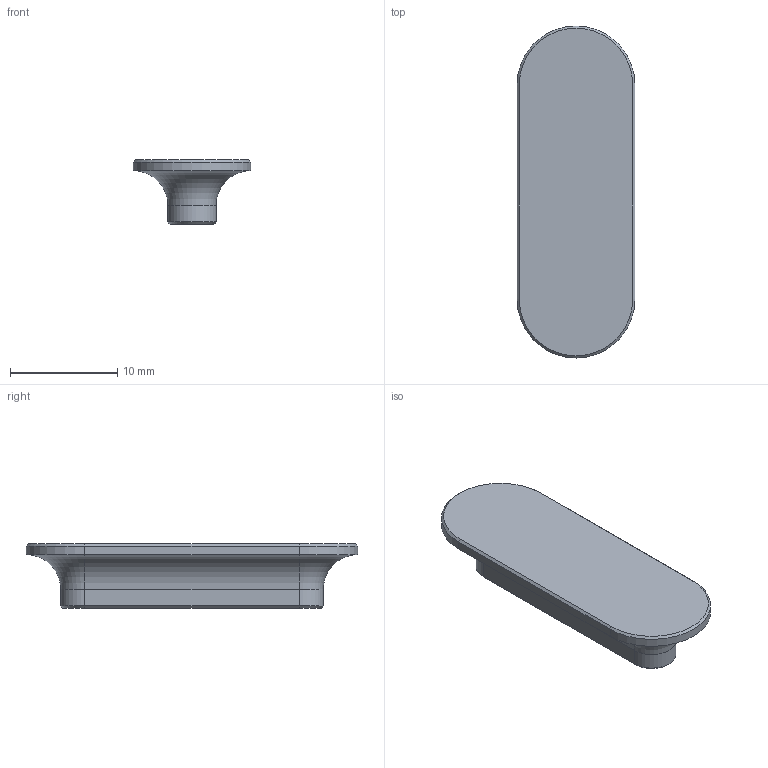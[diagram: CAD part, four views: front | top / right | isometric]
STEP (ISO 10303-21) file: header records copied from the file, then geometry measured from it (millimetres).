
FILE_DESCRIPTION(/* description */ (''),/* implementation_level */ '2;1');
FILE_NAME(/* name */ 'Switch Base Part C v1.3.step',/* time_stamp */ '2023-09-02T22:21:29+02:00',/* author */ (''),/* organization */ (''),/* preprocessor_version */ 'ST-DEVELOPER v20',/* originating_system */ 'Autodesk Translation Framework v12.9.0.99',/* authorisation */ '');
FILE_SCHEMA (('AUTOMOTIVE_DESIGN { 1 0 10303 214 3 1 1 }'));
Length unit declared in the file: millimetre
Products named in the file (1): Switch Base Part C v1.3
Bounding box: 11 x 31 x 6 mm (x, y, z)
Volume: 872.8 mm3; surface area: 999.9 mm2
Topology: 1 solids, 1 shells, 28 faces, 54 edges, 30 vertices
Faces by surface type: plane 12, cylinder 8, cone 6, torus 2
Full cylindrical faces by diameter (mm): 3.6 x2
Entity records: 729 total; most frequent: DIRECTION 134, CARTESIAN_POINT 113, ORIENTED_EDGE 108, EDGE_CURVE 54, AXIS2_PLACEMENT_3D 51, LINE 32, VECTOR 32, EDGE_LOOP 30
